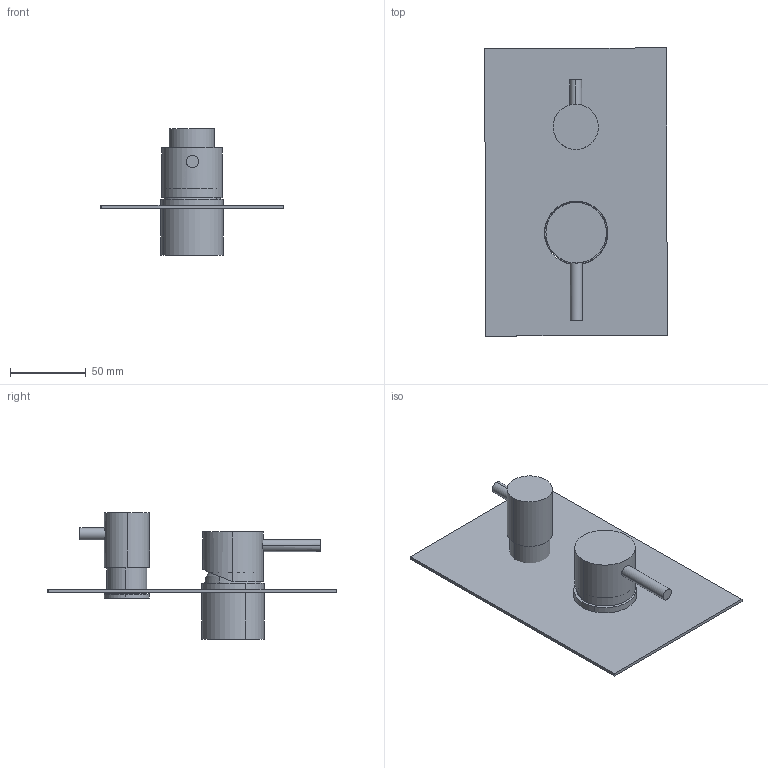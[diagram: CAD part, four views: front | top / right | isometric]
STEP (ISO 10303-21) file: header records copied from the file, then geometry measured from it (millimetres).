
FILE_DESCRIPTION (( 'STEP AP214' ), '1' );
FILE_NAME ('9185.STEP', '2024-02-08T14:18:14', ( '' ), ( '' ), 'SwSTEP 2.0', 'SolidWorks 2018', '' );
FILE_SCHEMA (( 'AUTOMOTIVE_DESIGN' ));
Length unit declared in the file: millimetre
Products named in the file (8): cappuccio minimalista; 928; 9185; 000009643v; contenitore cart. diam.35; 988; 0100918705; leva minimalista
Assembly tree (7 placements, depth 2):
  9185
    000009643v
    contenitore cart. diam.35
    cappuccio minimalista
    leva minimalista
    0100918705
    928
    988
Bounding box: 120.8 x 190.51 x 83.7 mm (x, y, z)
Volume: 151433.4 mm3; surface area: 73589.4 mm2
Topology: 7 solids, 7 shells, 78 faces, 155 edges, 97 vertices
Faces by surface type: cylinder 39, plane 27, cone 8, bspline 2, torus 2
Entity records: 2604 total; most frequent: CARTESIAN_POINT 567, DIRECTION 395, ORIENTED_EDGE 306, AXIS2_PLACEMENT_3D 167, EDGE_CURVE 153, VERTEX_POINT 97, EDGE_LOOP 94, CIRCLE 81
